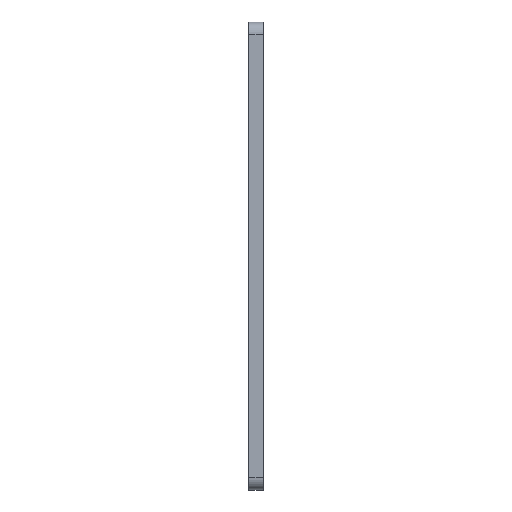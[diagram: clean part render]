
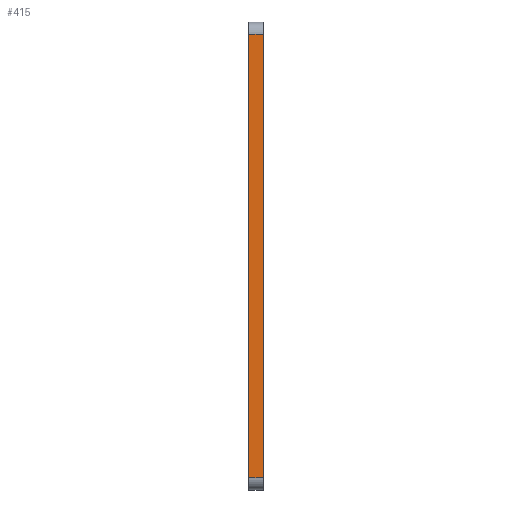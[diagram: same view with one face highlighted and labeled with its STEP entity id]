
A CAD part, left-side view. The second image highlights one B-rep face of the part: STEP entity #415.
In plain terms, the highlighted planar face has unit normal (-1, 0, 0).
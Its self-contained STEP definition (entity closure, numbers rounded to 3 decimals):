
#6 = DIRECTION ( 'NONE',  ( 0., 0., -1. ) ) ;
#67 = VECTOR ( 'NONE', #487, 1000. ) ;
#77 = CARTESIAN_POINT ( 'NONE',  ( -261.569, 6., -90. ) ) ;
#85 = CARTESIAN_POINT ( 'NONE',  ( -261.569, 6., 90. ) ) ;
#97 = EDGE_LOOP ( 'NONE', ( #300, #212, #668, #777 ) ) ;
#117 = EDGE_CURVE ( 'NONE', #432, #652, #251, .T. ) ;
#171 = VERTEX_POINT ( 'NONE', #469 ) ;
#189 = VECTOR ( 'NONE', #823, 1000. ) ;
#212 = ORIENTED_EDGE ( 'NONE', *, *, #392, .F. ) ;
#241 = CARTESIAN_POINT ( 'NONE',  ( -261.569, 6., 90. ) ) ;
#251 = LINE ( 'NONE', #77, #67 ) ;
#258 = LINE ( 'NONE', #352, #189 ) ;
#296 = EDGE_CURVE ( 'NONE', #432, #788, #980, .T. ) ;
#300 = ORIENTED_EDGE ( 'NONE', *, *, #886, .T. ) ;
#342 = CARTESIAN_POINT ( 'NONE',  ( -261.569, 6., 90. ) ) ;
#352 = CARTESIAN_POINT ( 'NONE',  ( -261.569, 0., 90. ) ) ;
#378 = VECTOR ( 'NONE', #990, 1000. ) ;
#383 = FACE_OUTER_BOUND ( 'NONE', #97, .T. ) ;
#392 = EDGE_CURVE ( 'NONE', #788, #171, #840, .T. ) ;
#395 = CARTESIAN_POINT ( 'NONE',  ( -261.569, 6., -90. ) ) ;
#415 = ADVANCED_FACE ( 'NONE', ( #383 ), #713, .F. ) ;
#425 = VECTOR ( 'NONE', #901, 1000. ) ;
#432 = VERTEX_POINT ( 'NONE', #395 ) ;
#469 = CARTESIAN_POINT ( 'NONE',  ( -261.569, 0., 90. ) ) ;
#487 = DIRECTION ( 'NONE',  ( 0., -1., 0. ) ) ;
#535 = CARTESIAN_POINT ( 'NONE',  ( -261.569, 0., -90. ) ) ;
#633 = DIRECTION ( 'NONE',  ( 1., 0., 0. ) ) ;
#652 = VERTEX_POINT ( 'NONE', #535 ) ;
#668 = ORIENTED_EDGE ( 'NONE', *, *, #296, .F. ) ;
#713 = PLANE ( 'NONE',  #861 ) ;
#777 = ORIENTED_EDGE ( 'NONE', *, *, #117, .T. ) ;
#788 = VERTEX_POINT ( 'NONE', #241 ) ;
#823 = DIRECTION ( 'NONE',  ( 0., 0., 1. ) ) ;
#840 = LINE ( 'NONE', #85, #378 ) ;
#861 = AXIS2_PLACEMENT_3D ( 'NONE', #871, #633, #6 ) ;
#871 = CARTESIAN_POINT ( 'NONE',  ( -261.569, 6., 90. ) ) ;
#886 = EDGE_CURVE ( 'NONE', #652, #171, #258, .T. ) ;
#901 = DIRECTION ( 'NONE',  ( 0., 0., 1. ) ) ;
#980 = LINE ( 'NONE', #342, #425 ) ;
#990 = DIRECTION ( 'NONE',  ( 0., -1., 0. ) ) ;
